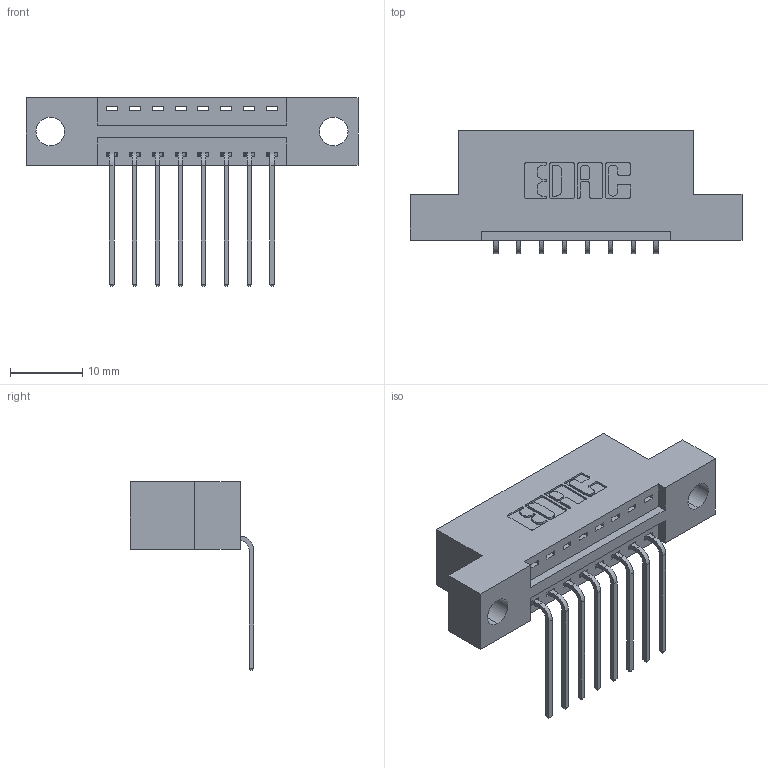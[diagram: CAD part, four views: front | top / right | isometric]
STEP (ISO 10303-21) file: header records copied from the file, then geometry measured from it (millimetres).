
FILE_DESCRIPTION (( 'STEP AP203' ), '1' );
FILE_NAME ('346-008-559-104.STEP', '2022-05-04T21:39:49', ( '' ), ( '' ), 'SwSTEP 2.0', 'SolidWorks 2020', '' );
FILE_SCHEMA (( 'CONFIG_CONTROL_DESIGN' ));
Length unit declared in the file: inch
Products named in the file (3): 346-008-559-104; 345-292-001_558 559 Tail - 1; 346 Part_Flush Mounting Lugs - 0.156 Dia-TH
Assembly tree (9 placements, depth 2):
  346-008-559-104
    346 Part_Flush Mounting Lugs - 0.156 Dia-TH
    345-292-001_558 559 Tail - 1  x8
Bounding box: 45.97 x 17.08 x 26.16 mm (x, y, z)
Volume: 4087.2 mm3; surface area: 4737.8 mm2
Topology: 9 solids, 9 shells, 616 faces, 1821 edges, 1202 vertices
Faces by surface type: plane 426, cylinder 190
Entity records: 10045 total; most frequent: CARTESIAN_POINT 1742, ORIENTED_EDGE 1682, DIRECTION 1577, EDGE_CURVE 841, LINE 677, VECTOR 677, VERTEX_POINT 558, AXIS2_PLACEMENT_3D 450
